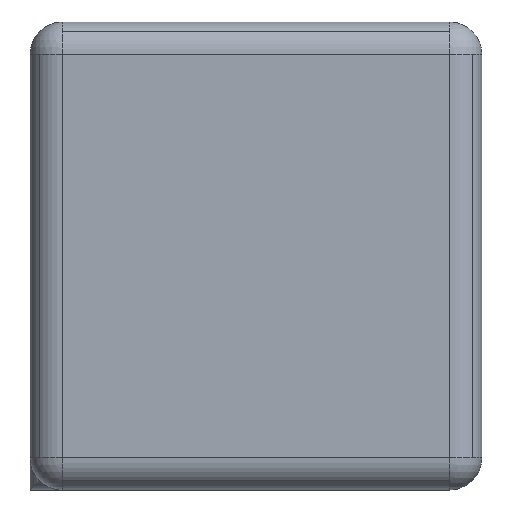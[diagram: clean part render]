
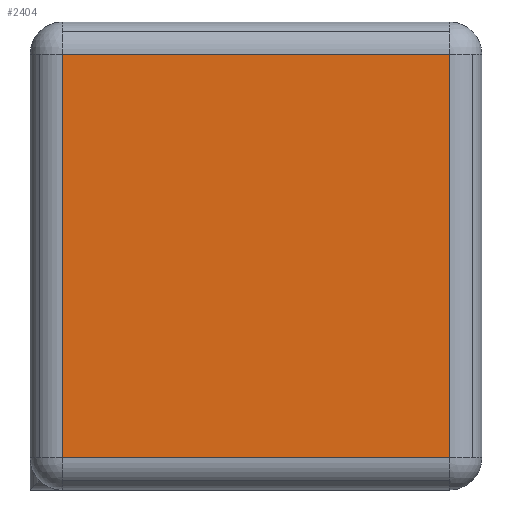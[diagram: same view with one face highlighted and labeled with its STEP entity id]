
A CAD part, left-side view. The second image highlights one B-rep face of the part: STEP entity #2404.
In plain terms, the highlighted planar face has unit normal (-1, 0, 0).
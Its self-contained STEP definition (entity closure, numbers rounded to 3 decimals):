
#1650=CARTESIAN_POINT('',(-0.995,-0.562,0.1));
#1651=VERTEX_POINT('',#1650);
#1659=CARTESIAN_POINT('',(-0.995,0.638,0.1));
#1660=VERTEX_POINT('',#1659);
#1661=CARTESIAN_POINT('',(-0.995,-0.562,0.1));
#1662=DIRECTION('',(0.0,1.0,0.0));
#1663=VECTOR('',#1662,1.2);
#1664=LINE('',#1661,#1663);
#1665=EDGE_CURVE('',#1651,#1660,#1664,.T.);
#1781=CARTESIAN_POINT('',(-0.995,0.638,1.35));
#1782=VERTEX_POINT('',#1781);
#1783=CARTESIAN_POINT('',(-0.995,0.638,0.1));
#1784=DIRECTION('',(0.0,0.0,1.0));
#1785=VECTOR('',#1784,1.25);
#1786=LINE('',#1783,#1785);
#1787=EDGE_CURVE('',#1660,#1782,#1786,.T.);
#2169=CARTESIAN_POINT('',(-0.995,-0.562,1.35));
#2170=VERTEX_POINT('',#2169);
#2196=CARTESIAN_POINT('',(-0.995,0.638,1.35));
#2197=DIRECTION('',(0.0,-1.0,0.0));
#2198=VECTOR('',#2197,1.2);
#2199=LINE('',#2196,#2198);
#2200=EDGE_CURVE('',#1782,#2170,#2199,.T.);
#2213=CARTESIAN_POINT('',(-0.995,-0.562,1.35));
#2214=DIRECTION('',(0.0,0.0,-1.0));
#2215=VECTOR('',#2214,1.25);
#2216=LINE('',#2213,#2215);
#2217=EDGE_CURVE('',#2170,#1651,#2216,.T.);
#2393=CARTESIAN_POINT('',(-0.995,-0.662,0.0));
#2394=DIRECTION('',(-1.0,0.0,0.0));
#2395=DIRECTION('',(0.0,0.0,1.0));
#2396=AXIS2_PLACEMENT_3D('',#2393,#2394,#2395);
#2397=PLANE('',#2396);
#2398=ORIENTED_EDGE('',*,*,#2200,.F.);
#2399=ORIENTED_EDGE('',*,*,#1787,.F.);
#2400=ORIENTED_EDGE('',*,*,#1665,.F.);
#2401=ORIENTED_EDGE('',*,*,#2217,.F.);
#2402=EDGE_LOOP('',(#2398,#2399,#2400,#2401));
#2403=FACE_OUTER_BOUND('',#2402,.T.);
#2404=ADVANCED_FACE('',(#2403),#2397,.T.);
